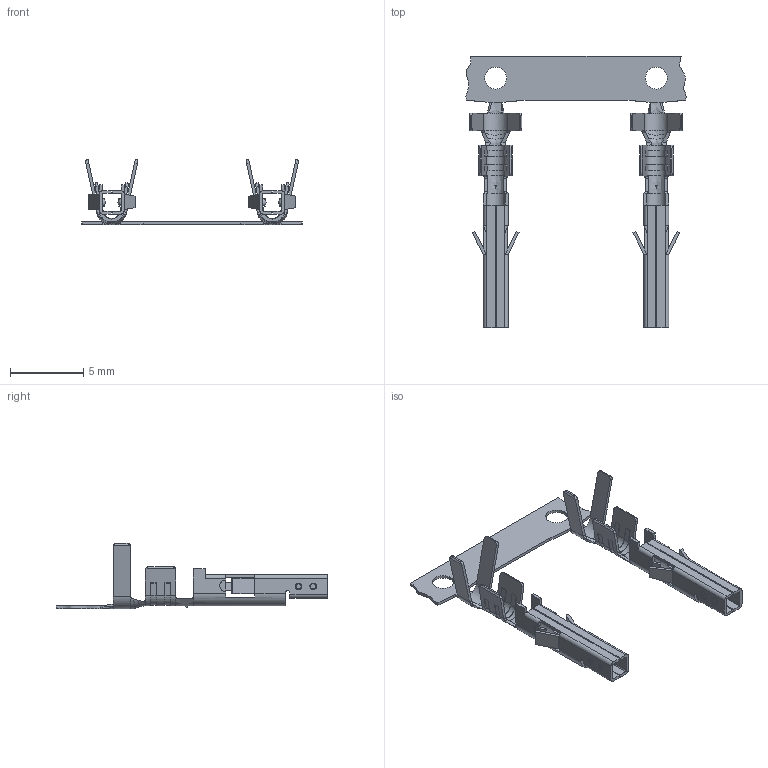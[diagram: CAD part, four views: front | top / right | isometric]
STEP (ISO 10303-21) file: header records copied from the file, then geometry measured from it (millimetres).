
FILE_DESCRIPTION(/* description */ ('Unknown'),/* implementation_level */ '2;1');
FILE_NAME(/* name */ '64900513722_DUAL',/* time_stamp */ '2016-06-27T15:47:55+02:00',/* author */ ('Unknown'),/* organization */ ('Unknown'),/* preprocessor_version */ 'ST-DEVELOPER v16.7',/* originating_system */ 'DEX',/* authorisation */ $);
FILE_SCHEMA (('AUTOMOTIVE_DESIGN {1 0 10303 214 3 1 1}'));
Length unit declared in the file: millimetre
Products named in the file (1): 64900513722_DUAL
Bounding box: 15.07 x 18.6 x 4.5 mm (x, y, z)
Volume: 40.1 mm3; surface area: 455.6 mm2
Topology: 1 solids, 1 shells, 475 faces, 1282 edges, 819 vertices
Faces by surface type: plane 303, cylinder 114, bspline 42, torus 16
Full cylindrical faces by diameter (mm): 0.35 x4, 0.5 x4, 1.5 x2
Entity records: 16264 total; most frequent: CARTESIAN_POINT 4793, ORIENTED_EDGE 2480, DIRECTION 2189, EDGE_CURVE 1240, VERTEX_POINT 803, LINE 789, VECTOR 789, AXIS2_PLACEMENT_3D 700
